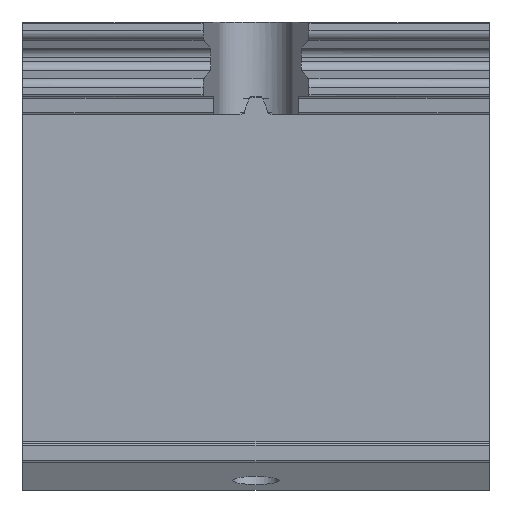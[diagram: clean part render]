
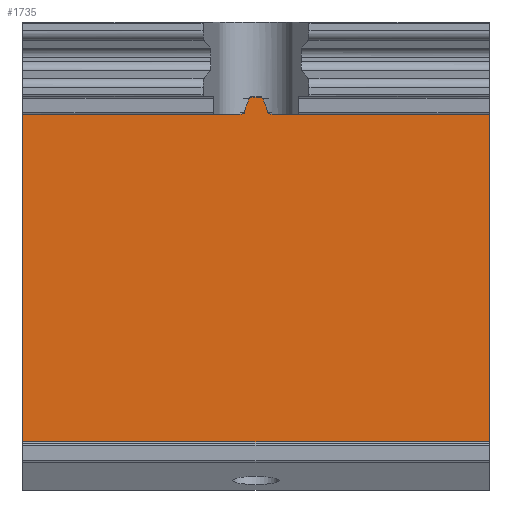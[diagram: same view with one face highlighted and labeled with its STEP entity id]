
A CAD part, left-side view. The second image highlights one B-rep face of the part: STEP entity #1735.
In plain terms, the highlighted planar face has unit normal (-1, 0, 0).
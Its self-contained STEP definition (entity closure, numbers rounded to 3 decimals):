
#197=FACE_OUTER_BOUND('',#288,.T.);
#288=EDGE_LOOP('',(#1458,#1459,#1460,#1461));
#393=LINE('',#2735,#562);
#467=LINE('',#2957,#636);
#468=LINE('',#2960,#637);
#469=LINE('',#2961,#638);
#562=VECTOR('',#2152,10.);
#636=VECTOR('',#2374,0.2);
#637=VECTOR('',#2377,10.);
#638=VECTOR('',#2378,10.);
#749=VERTEX_POINT('',#2732);
#750=VERTEX_POINT('',#2734);
#823=VERTEX_POINT('',#2953);
#825=VERTEX_POINT('',#2959);
#947=EDGE_CURVE('',#749,#750,#393,.T.);
#1059=EDGE_CURVE('',#750,#823,#467,.T.);
#1060=EDGE_CURVE('',#749,#825,#468,.T.);
#1061=EDGE_CURVE('',#823,#825,#469,.T.);
#1458=ORIENTED_EDGE('',*,*,#1059,.F.);
#1459=ORIENTED_EDGE('',*,*,#947,.F.);
#1460=ORIENTED_EDGE('',*,*,#1060,.T.);
#1461=ORIENTED_EDGE('',*,*,#1061,.F.);
#1658=PLANE('',#1921);
#1735=ADVANCED_FACE('',(#197),#1658,.T.);
#1921=AXIS2_PLACEMENT_3D('',#2958,#2375,#2376);
#2152=DIRECTION('',(0.,0.,-1.));
#2374=DIRECTION('',(0.,1.,0.));
#2375=DIRECTION('center_axis',(-1.,0.,0.));
#2376=DIRECTION('ref_axis',(0.,0.,1.));
#2377=DIRECTION('',(0.,1.,0.));
#2378=DIRECTION('',(0.,0.,1.));
#2732=CARTESIAN_POINT('',(18.3,-25.,28.325));
#2734=CARTESIAN_POINT('',(18.3,-25.,-10.381));
#2735=CARTESIAN_POINT('',(18.3,-25.,-10.547));
#2953=CARTESIAN_POINT('',(18.3,25.,-10.381));
#2957=CARTESIAN_POINT('',(18.3,0.,-10.381));
#2958=CARTESIAN_POINT('Origin',(18.3,0.,-10.547));
#2959=CARTESIAN_POINT('',(18.3,25.,28.325));
#2960=CARTESIAN_POINT('',(18.3,0.,28.325));
#2961=CARTESIAN_POINT('',(18.3,25.,-10.547));
